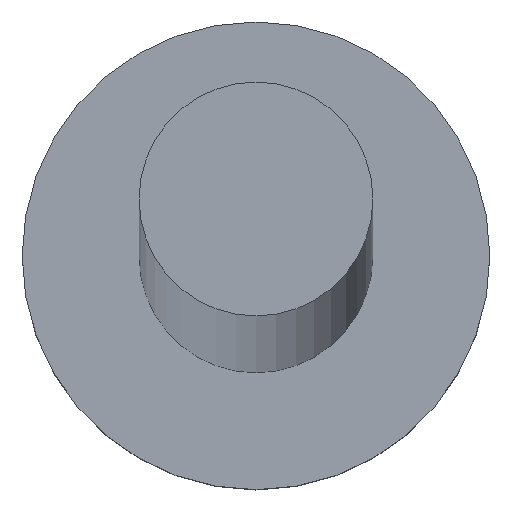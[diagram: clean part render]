
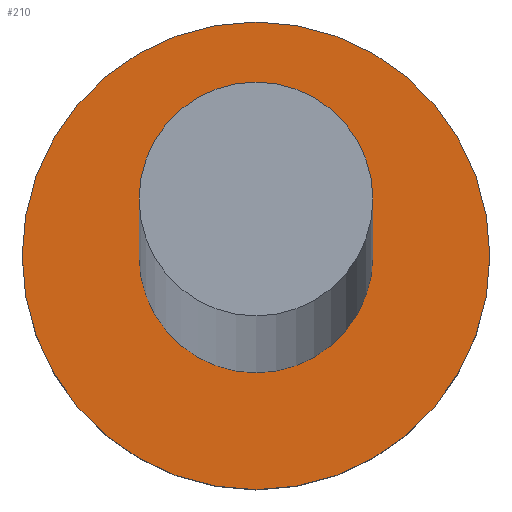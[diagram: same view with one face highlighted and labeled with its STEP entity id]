
A CAD part, top view. The second image highlights one B-rep face of the part: STEP entity #210.
In plain terms, the highlighted planar face has unit normal (0, 0, 1).
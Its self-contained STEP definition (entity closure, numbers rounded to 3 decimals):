
#7 = ORIENTED_EDGE ( 'NONE', *, *, #28, .F. ) ;
#15 = CARTESIAN_POINT ( 'NONE',  ( 0., 0., 3. ) ) ;
#16 = CARTESIAN_POINT ( 'NONE',  ( 0., 0., 3. ) ) ;
#20 = DIRECTION ( 'NONE',  ( 1., 0., 0. ) ) ;
#24 = AXIS2_PLACEMENT_3D ( 'NONE', #80, #235, #122 ) ;
#25 = AXIS2_PLACEMENT_3D ( 'NONE', #194, #32, #54 ) ;
#28 = EDGE_CURVE ( 'NONE', #118, #30, #111, .T. ) ;
#30 = VERTEX_POINT ( 'NONE', #56 ) ;
#32 = DIRECTION ( 'NONE',  ( 0., 0., 1. ) ) ;
#33 = FACE_BOUND ( 'NONE', #191, .T. ) ;
#50 = VERTEX_POINT ( 'NONE', #157 ) ;
#54 = DIRECTION ( 'NONE',  ( 1., 0., 0. ) ) ;
#56 = CARTESIAN_POINT ( 'NONE',  ( -2., 0., 3. ) ) ;
#58 = DIRECTION ( 'NONE',  ( 1., 0., 0. ) ) ;
#73 = ORIENTED_EDGE ( 'NONE', *, *, #107, .T. ) ;
#78 = DIRECTION ( 'NONE',  ( 0., 0., 1. ) ) ;
#80 = CARTESIAN_POINT ( 'NONE',  ( 0., 0., 3. ) ) ;
#101 = DIRECTION ( 'NONE',  ( 0., 0., 1. ) ) ;
#105 = AXIS2_PLACEMENT_3D ( 'NONE', #15, #78, #179 ) ;
#107 = EDGE_CURVE ( 'NONE', #50, #248, #144, .T. ) ;
#111 = CIRCLE ( 'NONE', #160, 2. ) ;
#118 = VERTEX_POINT ( 'NONE', #233 ) ;
#121 = EDGE_CURVE ( 'NONE', #30, #118, #178, .T. ) ;
#122 = DIRECTION ( 'NONE',  ( 1., 0., 0. ) ) ;
#124 = FACE_OUTER_BOUND ( 'NONE', #188, .T. ) ;
#144 = CIRCLE ( 'NONE', #25, 4. ) ;
#154 = ORIENTED_EDGE ( 'NONE', *, *, #121, .F. ) ;
#157 = CARTESIAN_POINT ( 'NONE',  ( -4., 0., 3. ) ) ;
#159 = CARTESIAN_POINT ( 'NONE',  ( 0., 0., 3. ) ) ;
#160 = AXIS2_PLACEMENT_3D ( 'NONE', #159, #249, #58 ) ;
#166 = EDGE_CURVE ( 'NONE', #248, #50, #238, .T. ) ;
#176 = ORIENTED_EDGE ( 'NONE', *, *, #166, .T. ) ;
#178 = CIRCLE ( 'NONE', #24, 2. ) ;
#179 = DIRECTION ( 'NONE',  ( 1., 0., 0. ) ) ;
#188 = EDGE_LOOP ( 'NONE', ( #73, #176 ) ) ;
#191 = EDGE_LOOP ( 'NONE', ( #154, #7 ) ) ;
#194 = CARTESIAN_POINT ( 'NONE',  ( 0., 0., 3. ) ) ;
#196 = PLANE ( 'NONE',  #242 ) ;
#198 = CARTESIAN_POINT ( 'NONE',  ( 4., 0., 3. ) ) ;
#210 = ADVANCED_FACE ( 'NONE', ( #33, #124 ), #196, .T. ) ;
#233 = CARTESIAN_POINT ( 'NONE',  ( 2., 0., 3. ) ) ;
#235 = DIRECTION ( 'NONE',  ( 0., 0., 1. ) ) ;
#238 = CIRCLE ( 'NONE', #105, 4. ) ;
#242 = AXIS2_PLACEMENT_3D ( 'NONE', #16, #101, #20 ) ;
#248 = VERTEX_POINT ( 'NONE', #198 ) ;
#249 = DIRECTION ( 'NONE',  ( 0., 0., 1. ) ) ;
